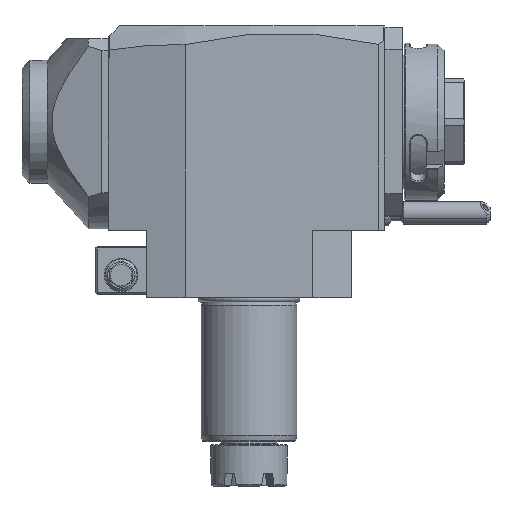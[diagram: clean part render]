
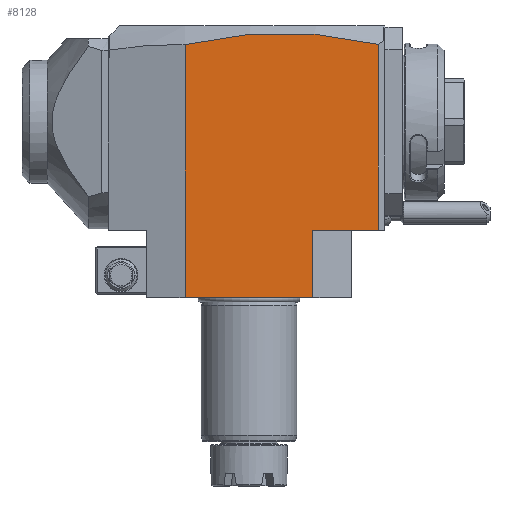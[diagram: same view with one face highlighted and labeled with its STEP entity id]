
A CAD part, top view. The second image highlights one B-rep face of the part: STEP entity #8128.
In plain terms, the highlighted planar face has unit normal (0, 0, 1).
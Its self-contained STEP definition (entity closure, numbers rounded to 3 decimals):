
#17=DIRECTION('',(-1.,0.,0.));
#18=VECTOR('',#17,40.);
#19=CARTESIAN_POINT('',(20.,0.,32.));
#20=LINE('',#19,#18);
#181=DIRECTION('',(-1.,0.,0.));
#182=VECTOR('',#181,20.5);
#183=CARTESIAN_POINT('',(40.5,21.,32.));
#184=LINE('',#183,#182);
#185=CARTESIAN_POINT('',(40.5,79.133,32.));
#186=CARTESIAN_POINT('',(35.458,80.345,32.));
#187=CARTESIAN_POINT('',(25.373,82.145,32.));
#188=CARTESIAN_POINT('',(10.247,83.032,32.));
#189=CARTESIAN_POINT('',(-4.877,82.124,32.));
#190=CARTESIAN_POINT('',(-14.959,80.311,32.));
#191=CARTESIAN_POINT('',(-20.,79.092,32.));
#197=DIRECTION('',(0.,1.,0.));
#198=VECTOR('',#197,58.133);
#199=CARTESIAN_POINT('',(40.5,21.,32.));
#200=LINE('',#199,#198);
#424=DIRECTION('',(0.,-1.,0.));
#425=VECTOR('',#424,79.092);
#426=CARTESIAN_POINT('',(-20.,79.092,32.));
#427=LINE('',#426,#425);
#5123=DIRECTION('',(0.,1.,0.));
#5124=VECTOR('',#5123,21.);
#5125=CARTESIAN_POINT('',(20.,0.,32.));
#5126=LINE('',#5125,#5124);
#7407=VERTEX_POINT('',#185);
#7408=VERTEX_POINT('',#191);
#7781=CARTESIAN_POINT('',(40.5,21.,32.));
#7782=VERTEX_POINT('',#7781);
#7795=CARTESIAN_POINT('',(20.,0.,32.));
#7796=VERTEX_POINT('',#7795);
#7797=CARTESIAN_POINT('',(-20.,0.,32.));
#7798=VERTEX_POINT('',#7797);
#8029=CARTESIAN_POINT('',(20.,21.,32.));
#8030=VERTEX_POINT('',#8029);
#8111=CARTESIAN_POINT('',(-35.103,21.,32.));
#8112=DIRECTION('',(0.,0.,1.));
#8113=DIRECTION('',(1.,0.,0.));
#8114=AXIS2_PLACEMENT_3D('',#8111,#8112,#8113);
#8115=PLANE('',#8114);
#8117=ORIENTED_EDGE('',*,*,#8116,.F.);
#8118=ORIENTED_EDGE('',*,*,#8093,.T.);
#8120=ORIENTED_EDGE('',*,*,#8119,.F.);
#8121=ORIENTED_EDGE('',*,*,#8046,.T.);
#8123=ORIENTED_EDGE('',*,*,#8122,.F.);
#8125=ORIENTED_EDGE('',*,*,#8124,.F.);
#8126=EDGE_LOOP('',(#8117,#8118,#8120,#8121,#8123,#8125));
#8127=FACE_OUTER_BOUND('',#8126,.F.);
#192=B_SPLINE_CURVE_WITH_KNOTS('',3,(#185,#186,#187,#188,#189,#190,#191),
.UNSPECIFIED.,.F.,.F.,(4,1,1,1,4),(0.,0.25,0.5,0.75,1.),
.UNSPECIFIED.);
#8046=EDGE_CURVE('',#7796,#7798,#20,.T.);
#8093=EDGE_CURVE('',#7782,#8030,#184,.T.);
#8116=EDGE_CURVE('',#7782,#7407,#200,.T.);
#8119=EDGE_CURVE('',#7796,#8030,#5126,.T.);
#8122=EDGE_CURVE('',#7408,#7798,#427,.T.);
#8124=EDGE_CURVE('',#7407,#7408,#192,.T.);
#8128=ADVANCED_FACE('',(#8127),#8115,.T.);
